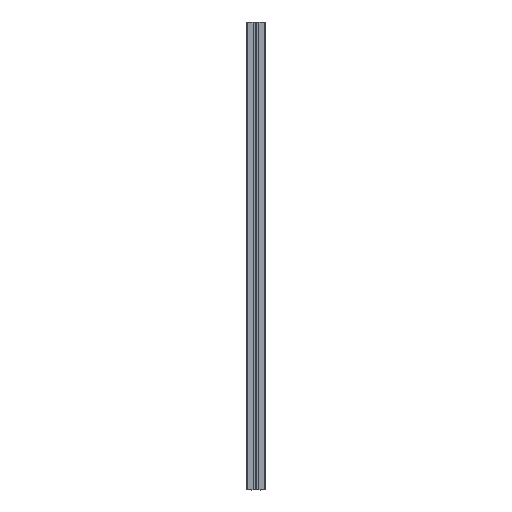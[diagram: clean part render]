
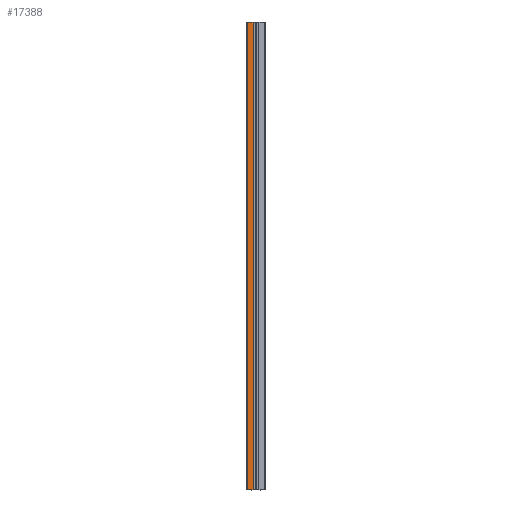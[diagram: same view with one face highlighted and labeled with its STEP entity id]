
A CAD part, left-side view. The second image highlights one B-rep face of the part: STEP entity #17388.
In plain terms, the highlighted planar face has unit normal (-1, 0, 0).
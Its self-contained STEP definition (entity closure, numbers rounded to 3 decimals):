
#349 = CARTESIAN_POINT ( 'NONE',  ( -20., 20., -1000. ) ) ;
#455 = VERTEX_POINT ( 'NONE', #16803 ) ;
#763 = VERTEX_POINT ( 'NONE', #9326 ) ;
#839 = DIRECTION ( 'NONE',  ( 0., 1., 0. ) ) ;
#1204 = ORIENTED_EDGE ( 'NONE', *, *, #6866, .F. ) ;
#2238 = CARTESIAN_POINT ( 'NONE',  ( -20., 20., -1000. ) ) ;
#2809 = EDGE_CURVE ( 'NONE', #12944, #12286, #15774, .T. ) ;
#3405 = EDGE_CURVE ( 'NONE', #763, #455, #4855, .T. ) ;
#3610 = AXIS2_PLACEMENT_3D ( 'NONE', #349, #6042, #17015 ) ;
#4350 = PLANE ( 'NONE',  #3610 ) ;
#4471 = LINE ( 'NONE', #10528, #16783 ) ;
#4533 = EDGE_CURVE ( 'NONE', #12286, #455, #4471, .T. ) ;
#4580 = ORIENTED_EDGE ( 'NONE', *, *, #2809, .T. ) ;
#4669 = DIRECTION ( 'NONE',  ( 0., 0., -1. ) ) ;
#4855 = LINE ( 'NONE', #2238, #8897 ) ;
#5826 = CARTESIAN_POINT ( 'NONE',  ( -20., 6.325, 0. ) ) ;
#6042 = DIRECTION ( 'NONE',  ( -1., 0., 0. ) ) ;
#6080 = ORIENTED_EDGE ( 'NONE', *, *, #3405, .F. ) ;
#6161 = CARTESIAN_POINT ( 'NONE',  ( -20., 18., 0. ) ) ;
#6305 = LINE ( 'NONE', #14497, #11149 ) ;
#6866 = EDGE_CURVE ( 'NONE', #12944, #763, #6305, .T. ) ;
#6873 = EDGE_LOOP ( 'NONE', ( #4580, #11993, #6080, #1204 ) ) ;
#8897 = VECTOR ( 'NONE', #839, 1000. ) ;
#9326 = CARTESIAN_POINT ( 'NONE',  ( -20., 6.325, -1000. ) ) ;
#10528 = CARTESIAN_POINT ( 'NONE',  ( -20., 18., -1000. ) ) ;
#11149 = VECTOR ( 'NONE', #11897, 1000. ) ;
#11490 = CARTESIAN_POINT ( 'NONE',  ( -20., 20., 0. ) ) ;
#11897 = DIRECTION ( 'NONE',  ( 0., 0., -1. ) ) ;
#11993 = ORIENTED_EDGE ( 'NONE', *, *, #4533, .T. ) ;
#12286 = VERTEX_POINT ( 'NONE', #6161 ) ;
#12944 = VERTEX_POINT ( 'NONE', #5826 ) ;
#14497 = CARTESIAN_POINT ( 'NONE',  ( -20., 6.325, -1000. ) ) ;
#14530 = VECTOR ( 'NONE', #17170, 1000. ) ;
#15774 = LINE ( 'NONE', #11490, #14530 ) ;
#16007 = FACE_OUTER_BOUND ( 'NONE', #6873, .T. ) ;
#16783 = VECTOR ( 'NONE', #4669, 1000. ) ;
#16803 = CARTESIAN_POINT ( 'NONE',  ( -20., 18., -1000. ) ) ;
#17015 = DIRECTION ( 'NONE',  ( 0., 1., 0. ) ) ;
#17170 = DIRECTION ( 'NONE',  ( 0., 1., 0. ) ) ;
#17388 = ADVANCED_FACE ( 'NONE', ( #16007 ), #4350, .T. ) ;
